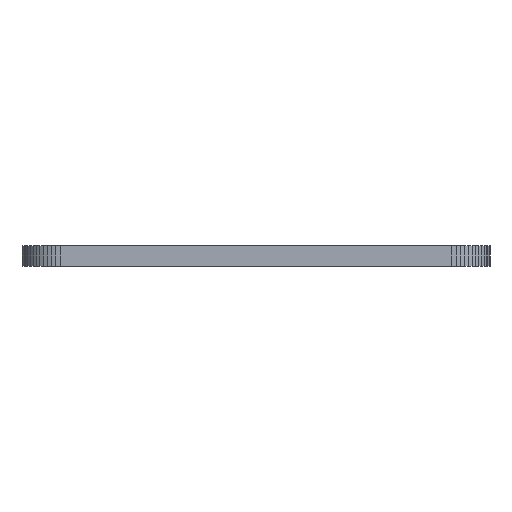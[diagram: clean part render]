
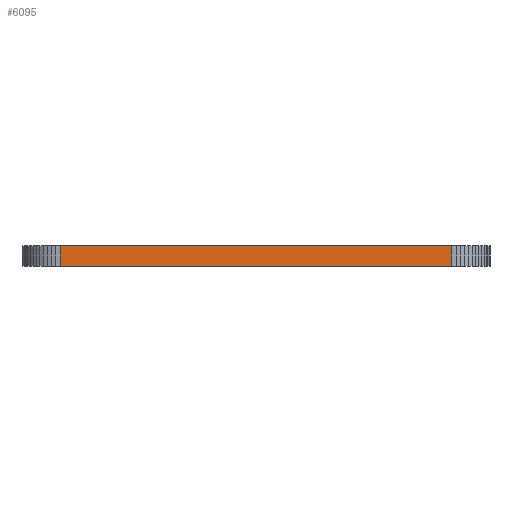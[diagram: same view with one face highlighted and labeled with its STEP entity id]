
A CAD part, left-side view. The second image highlights one B-rep face of the part: STEP entity #6095.
In plain terms, the highlighted planar face has unit normal (-1, 0, 0).
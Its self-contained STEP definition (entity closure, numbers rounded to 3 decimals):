
#83 = PLANE('',#84);
#84 = AXIS2_PLACEMENT_3D('',#85,#86,#87);
#85 = CARTESIAN_POINT('',(139.514,-102.584,1.6));
#86 = DIRECTION('',(-0.,-0.,-1.));
#87 = DIRECTION('',(-1.,0.,0.));
#137 = PLANE('',#138);
#138 = AXIS2_PLACEMENT_3D('',#139,#140,#141);
#139 = CARTESIAN_POINT('',(139.514,-102.584,0.));
#140 = DIRECTION('',(-0.,-0.,-1.));
#141 = DIRECTION('',(-1.,0.,0.));
#1422 = VERTEX_POINT('',#1423);
#1423 = CARTESIAN_POINT('',(123.389,-117.954,0.));
#1437 = PLANE('',#1438);
#1438 = AXIS2_PLACEMENT_3D('',#1439,#1440,#1441);
#1439 = CARTESIAN_POINT('',(123.407,-118.29,0.));
#1440 = DIRECTION('',(-0.998,-0.056,0.));
#1441 = DIRECTION('',(-0.056,0.998,0.));
#1449 = EDGE_CURVE('',#1422,#1450,#1452,.T.);
#1450 = VERTEX_POINT('',#1451);
#1451 = CARTESIAN_POINT('',(123.389,-87.214,0.));
#1452 = SURFACE_CURVE('',#1453,(#1457,#1464),.PCURVE_S1.);
#1453 = LINE('',#1454,#1455);
#1454 = CARTESIAN_POINT('',(123.389,-117.954,0.));
#1455 = VECTOR('',#1456,1.);
#1456 = DIRECTION('',(0.,1.,0.));
#1457 = PCURVE('',#137,#1458);
#1458 = DEFINITIONAL_REPRESENTATION('',(#1459),#1463);
#1459 = LINE('',#1460,#1461);
#1460 = CARTESIAN_POINT('',(16.125,-15.37));
#1461 = VECTOR('',#1462,1.);
#1462 = DIRECTION('',(0.,1.));
#1463 = ( GEOMETRIC_REPRESENTATION_CONTEXT(2) 
PARAMETRIC_REPRESENTATION_CONTEXT() REPRESENTATION_CONTEXT('2D SPACE',''
  ) );
#1464 = PCURVE('',#1465,#1470);
#1465 = PLANE('',#1466);
#1466 = AXIS2_PLACEMENT_3D('',#1467,#1468,#1469);
#1467 = CARTESIAN_POINT('',(123.389,-117.954,0.));
#1468 = DIRECTION('',(-1.,0.,0.));
#1469 = DIRECTION('',(0.,1.,0.));
#1470 = DEFINITIONAL_REPRESENTATION('',(#1471),#1475);
#1471 = LINE('',#1472,#1473);
#1472 = CARTESIAN_POINT('',(0.,0.));
#1473 = VECTOR('',#1474,1.);
#1474 = DIRECTION('',(1.,0.));
#1475 = ( GEOMETRIC_REPRESENTATION_CONTEXT(2) 
PARAMETRIC_REPRESENTATION_CONTEXT() REPRESENTATION_CONTEXT('2D SPACE',''
  ) );
#1493 = PLANE('',#1494);
#1494 = AXIS2_PLACEMENT_3D('',#1495,#1496,#1497);
#1495 = CARTESIAN_POINT('',(123.389,-87.214,0.));
#1496 = DIRECTION('',(-0.998,0.056,0.));
#1497 = DIRECTION('',(0.056,0.998,0.));
#3937 = VERTEX_POINT('',#3938);
#3938 = CARTESIAN_POINT('',(123.389,-117.954,1.6));
#3959 = EDGE_CURVE('',#3937,#3960,#3962,.T.);
#3960 = VERTEX_POINT('',#3961);
#3961 = CARTESIAN_POINT('',(123.389,-87.214,1.6));
#3962 = SURFACE_CURVE('',#3963,(#3967,#3974),.PCURVE_S1.);
#3963 = LINE('',#3964,#3965);
#3964 = CARTESIAN_POINT('',(123.389,-117.954,1.6));
#3965 = VECTOR('',#3966,1.);
#3966 = DIRECTION('',(0.,1.,0.));
#3967 = PCURVE('',#83,#3968);
#3968 = DEFINITIONAL_REPRESENTATION('',(#3969),#3973);
#3969 = LINE('',#3970,#3971);
#3970 = CARTESIAN_POINT('',(16.125,-15.37));
#3971 = VECTOR('',#3972,1.);
#3972 = DIRECTION('',(0.,1.));
#3973 = ( GEOMETRIC_REPRESENTATION_CONTEXT(2) 
PARAMETRIC_REPRESENTATION_CONTEXT() REPRESENTATION_CONTEXT('2D SPACE',''
  ) );
#3974 = PCURVE('',#1465,#3975);
#3975 = DEFINITIONAL_REPRESENTATION('',(#3976),#3980);
#3976 = LINE('',#3977,#3978);
#3977 = CARTESIAN_POINT('',(0.,-1.6));
#3978 = VECTOR('',#3979,1.);
#3979 = DIRECTION('',(1.,0.));
#3980 = ( GEOMETRIC_REPRESENTATION_CONTEXT(2) 
PARAMETRIC_REPRESENTATION_CONTEXT() REPRESENTATION_CONTEXT('2D SPACE',''
  ) );
#6045 = EDGE_CURVE('',#1450,#3960,#6046,.T.);
#6046 = SURFACE_CURVE('',#6047,(#6051,#6058),.PCURVE_S1.);
#6047 = LINE('',#6048,#6049);
#6048 = CARTESIAN_POINT('',(123.389,-87.214,0.));
#6049 = VECTOR('',#6050,1.);
#6050 = DIRECTION('',(0.,0.,1.));
#6051 = PCURVE('',#1493,#6052);
#6052 = DEFINITIONAL_REPRESENTATION('',(#6053),#6057);
#6053 = LINE('',#6054,#6055);
#6054 = CARTESIAN_POINT('',(0.,0.));
#6055 = VECTOR('',#6056,1.);
#6056 = DIRECTION('',(0.,-1.));
#6057 = ( GEOMETRIC_REPRESENTATION_CONTEXT(2) 
PARAMETRIC_REPRESENTATION_CONTEXT() REPRESENTATION_CONTEXT('2D SPACE',''
  ) );
#6058 = PCURVE('',#1465,#6059);
#6059 = DEFINITIONAL_REPRESENTATION('',(#6060),#6064);
#6060 = LINE('',#6061,#6062);
#6061 = CARTESIAN_POINT('',(30.74,0.));
#6062 = VECTOR('',#6063,1.);
#6063 = DIRECTION('',(0.,-1.));
#6064 = ( GEOMETRIC_REPRESENTATION_CONTEXT(2) 
PARAMETRIC_REPRESENTATION_CONTEXT() REPRESENTATION_CONTEXT('2D SPACE',''
  ) );
#6095 = ADVANCED_FACE('',(#6096),#1465,.T.);
#6096 = FACE_BOUND('',#6097,.T.);
#6097 = EDGE_LOOP('',(#6098,#6119,#6120,#6121));
#6098 = ORIENTED_EDGE('',*,*,#6099,.T.);
#6099 = EDGE_CURVE('',#1422,#3937,#6100,.T.);
#6100 = SURFACE_CURVE('',#6101,(#6105,#6112),.PCURVE_S1.);
#6101 = LINE('',#6102,#6103);
#6102 = CARTESIAN_POINT('',(123.389,-117.954,0.));
#6103 = VECTOR('',#6104,1.);
#6104 = DIRECTION('',(0.,0.,1.));
#6105 = PCURVE('',#1465,#6106);
#6106 = DEFINITIONAL_REPRESENTATION('',(#6107),#6111);
#6107 = LINE('',#6108,#6109);
#6108 = CARTESIAN_POINT('',(0.,0.));
#6109 = VECTOR('',#6110,1.);
#6110 = DIRECTION('',(0.,-1.));
#6111 = ( GEOMETRIC_REPRESENTATION_CONTEXT(2) 
PARAMETRIC_REPRESENTATION_CONTEXT() REPRESENTATION_CONTEXT('2D SPACE',''
  ) );
#6112 = PCURVE('',#1437,#6113);
#6113 = DEFINITIONAL_REPRESENTATION('',(#6114),#6118);
#6114 = LINE('',#6115,#6116);
#6115 = CARTESIAN_POINT('',(0.336,0.));
#6116 = VECTOR('',#6117,1.);
#6117 = DIRECTION('',(0.,-1.));
#6118 = ( GEOMETRIC_REPRESENTATION_CONTEXT(2) 
PARAMETRIC_REPRESENTATION_CONTEXT() REPRESENTATION_CONTEXT('2D SPACE',''
  ) );
#6119 = ORIENTED_EDGE('',*,*,#3959,.T.);
#6120 = ORIENTED_EDGE('',*,*,#6045,.F.);
#6121 = ORIENTED_EDGE('',*,*,#1449,.F.);
